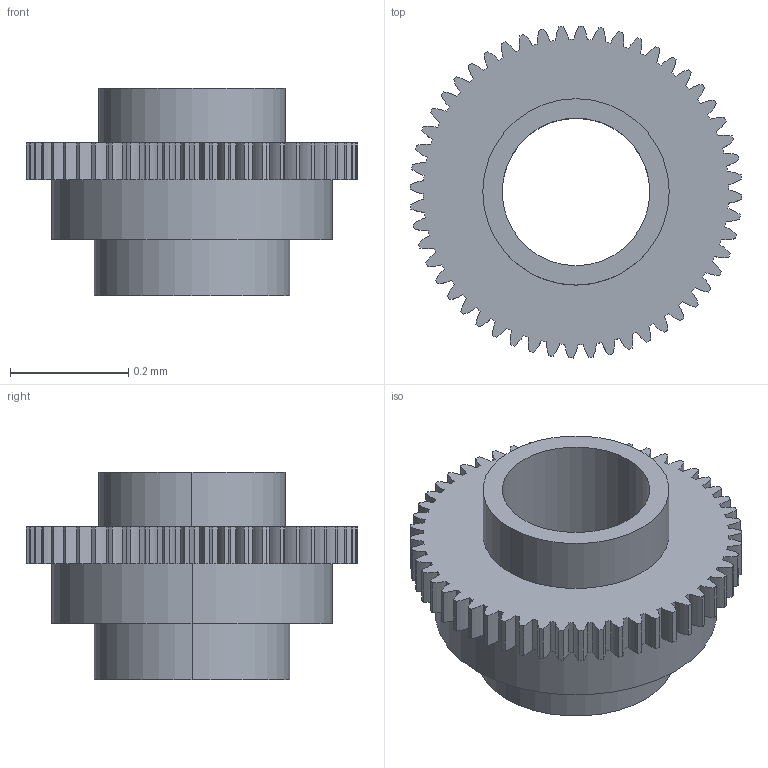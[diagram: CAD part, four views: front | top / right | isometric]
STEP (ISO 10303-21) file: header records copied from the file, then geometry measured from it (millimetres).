
FILE_DESCRIPTION(('produced by SPATIAL CORP'),'2;1');
FILE_NAME( 'sh-r44359-000-u.hh.sat.stp','2002-04-22T18:10:05+00:00',( 'SPATIAL CORP'),('SPATIAL CORP'),'ACIS STEP Husk', 'http://www.spatial.com','SPATIAL CORP');
FILE_SCHEMA(('CONFIG_CONTROL_DESIGN'));
Length unit declared in the file: millimetre
Products named in the file (1): PRODUCT_ID_1
Bounding box: 0.56 x 0.56 x 0.35 mm (x, y, z)
Volume: 0 mm3; surface area: 1.2 mm2
Topology: 1 solids, 1 shells, 221 faces, 648 edges, 432 vertices
Faces by surface type: cylinder 216, plane 5
Entity records: 7388 total; most frequent: DIRECTION 1396, ORIENTED_EDGE 1296, CARTESIAN_POINT 1238, EDGE_CURVE 648, AXIS2_PLACEMENT_3D 590, VERTEX_POINT 432, CIRCLE 424, EDGE_LOOP 226
